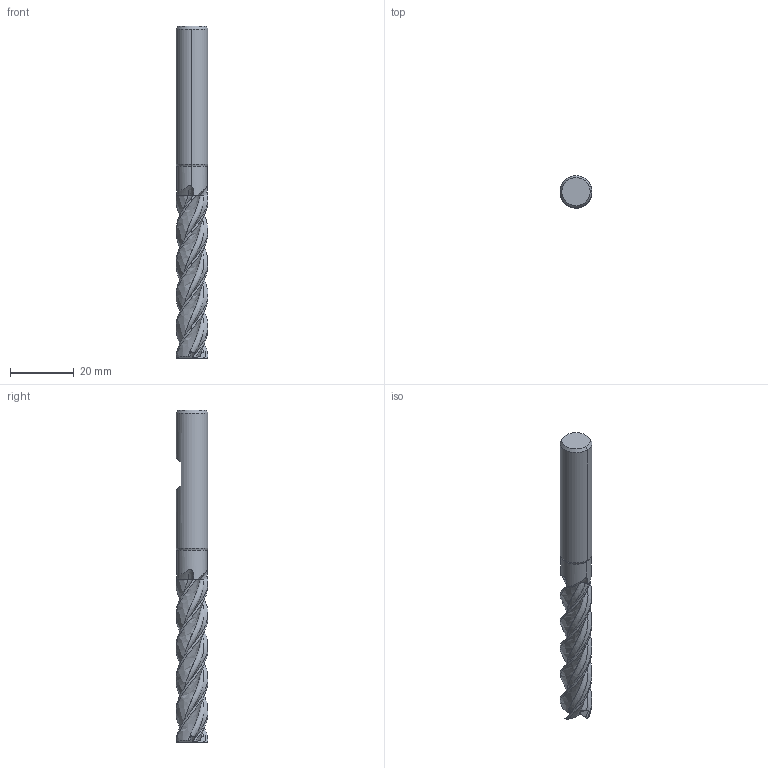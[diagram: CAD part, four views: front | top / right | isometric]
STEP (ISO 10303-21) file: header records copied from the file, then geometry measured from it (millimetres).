
FILE_DESCRIPTION(('no description'),'unknown implementation level');
FILE_NAME('EXN1-M03-0054-10-Detail.stp',' ',('CIMSOURCE GmbH'),('CADClick - KiM GmbH - www.kimweb.de'),'unknown preprocess','ACIS','unknown authorization');
FILE_SCHEMA(('automotive_design'));
Length unit declared in the file: millimetre
Products named in the file (2): NOCUT; CUT
Bounding box: 10 x 10 x 104 mm (x, y, z)
Volume: 6128.3 mm3; surface area: 3680.2 mm2
Topology: 2 solids, 2 shells, 114 faces, 313 edges, 199 vertices
Faces by surface type: plane 36, bspline 36, cone 22, revolution 12, cylinder 4, torus 4
Entity records: 26560 total; most frequent: CARTESIAN_POINT 20630, STYLED_ITEM 624, PRESENTATION_STYLE_ASSIGNMENT 624, COLOUR_RGB 624, ORIENTED_EDGE 618, DIRECTION 331, EDGE_CURVE 309, CURVE_STYLE 309
